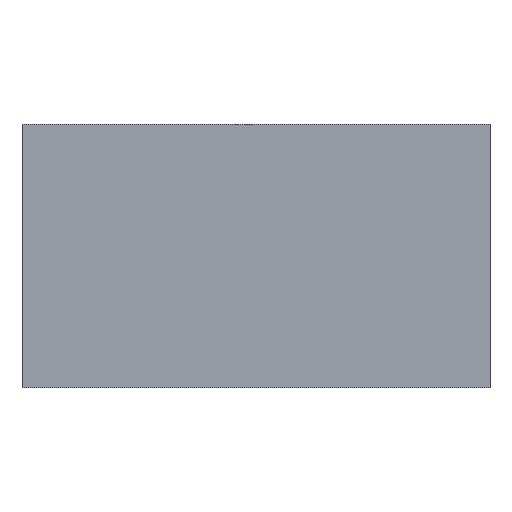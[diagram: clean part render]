
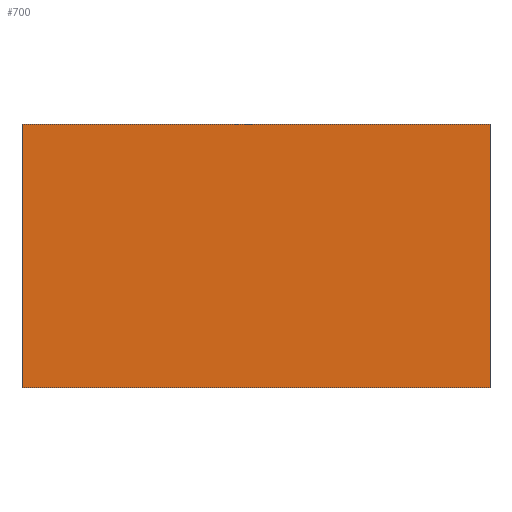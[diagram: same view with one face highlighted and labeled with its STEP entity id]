
A CAD part, front view. The second image highlights one B-rep face of the part: STEP entity #700.
In plain terms, the highlighted planar face has unit normal (0, -1, 0).
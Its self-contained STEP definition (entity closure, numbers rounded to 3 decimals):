
#55=PLANE('',#764);
#87=FACE_OUTER_BOUND('',#136,.T.);
#136=EDGE_LOOP('',(#641,#642,#643,#644));
#143=LINE('',#971,#222);
#174=LINE('',#1047,#253);
#187=LINE('',#1072,#266);
#207=LINE('',#1117,#286);
#222=VECTOR('',#793,10.);
#253=VECTOR('',#852,10.);
#266=VECTOR('',#869,10.);
#286=VECTOR('',#913,10.);
#320=VERTEX_POINT('',#969);
#321=VERTEX_POINT('',#970);
#352=VERTEX_POINT('',#1046);
#362=VERTEX_POINT('',#1070);
#387=EDGE_CURVE('',#320,#321,#143,.T.);
#424=EDGE_CURVE('',#321,#352,#174,.T.);
#437=EDGE_CURVE('',#320,#362,#187,.T.);
#461=EDGE_CURVE('',#352,#362,#207,.T.);
#641=ORIENTED_EDGE('',*,*,#387,.F.);
#642=ORIENTED_EDGE('',*,*,#437,.T.);
#643=ORIENTED_EDGE('',*,*,#461,.F.);
#644=ORIENTED_EDGE('',*,*,#424,.F.);
#700=ADVANCED_FACE('',(#87),#55,.T.);
#764=AXIS2_PLACEMENT_3D('',#1137,#939,#940);
#793=DIRECTION('',(-1.,0.,0.));
#852=DIRECTION('',(0.,0.,1.));
#869=DIRECTION('',(0.,0.,1.));
#913=DIRECTION('',(1.,0.,0.));
#939=DIRECTION('center_axis',(0.,-1.,0.));
#940=DIRECTION('ref_axis',(1.,0.,0.));
#969=CARTESIAN_POINT('',(61.5,-1.5,-1.5));
#970=CARTESIAN_POINT('',(-1.5,-1.5,-1.5));
#971=CARTESIAN_POINT('',(-1.5,-1.5,-1.5));
#1046=CARTESIAN_POINT('',(-1.5,-1.5,34.));
#1047=CARTESIAN_POINT('',(-1.5,-1.5,0.));
#1070=CARTESIAN_POINT('',(61.5,-1.5,34.));
#1072=CARTESIAN_POINT('',(61.5,-1.5,0.));
#1117=CARTESIAN_POINT('',(-1.5,-1.5,34.));
#1137=CARTESIAN_POINT('Origin',(-1.5,-1.5,0.));
